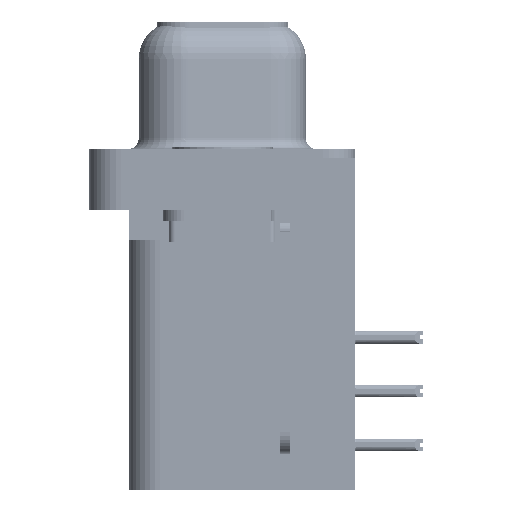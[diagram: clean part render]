
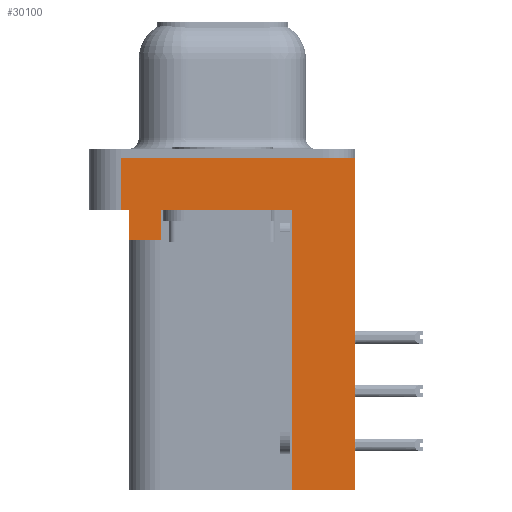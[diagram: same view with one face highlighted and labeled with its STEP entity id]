
A CAD part, left-side view. The second image highlights one B-rep face of the part: STEP entity #30100.
In plain terms, the highlighted planar face has unit normal (-1, 0, 0).
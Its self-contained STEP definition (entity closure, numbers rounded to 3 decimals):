
#30 = DIRECTION ( 'NONE',  ( 0., -1., 0. ) ) ;
#387 = VERTEX_POINT ( 'NONE', #19061 ) ;
#649 = ORIENTED_EDGE ( 'NONE', *, *, #20014, .F. ) ;
#856 = ORIENTED_EDGE ( 'NONE', *, *, #21283, .T. ) ;
#1280 = VERTEX_POINT ( 'NONE', #26155 ) ;
#1643 = DIRECTION ( 'NONE',  ( 0., -1., 0. ) ) ;
#1799 = VERTEX_POINT ( 'NONE', #17517 ) ;
#2538 = LINE ( 'NONE', #9156, #18902 ) ;
#2814 = ORIENTED_EDGE ( 'NONE', *, *, #6466, .T. ) ;
#2843 = DIRECTION ( 'NONE',  ( 0., 1., 0. ) ) ;
#3210 = ORIENTED_EDGE ( 'NONE', *, *, #14808, .F. ) ;
#3573 = ORIENTED_EDGE ( 'NONE', *, *, #11936, .T. ) ;
#3846 = VECTOR ( 'NONE', #17947, 1000. ) ;
#4039 = AXIS2_PLACEMENT_3D ( 'NONE', #8074, #40875, #21216 ) ;
#4053 = CARTESIAN_POINT ( 'NONE',  ( -3., 4.775, -2.5 ) ) ;
#5548 = CARTESIAN_POINT ( 'NONE',  ( -3., 2.895, -2.5 ) ) ;
#6466 = EDGE_CURVE ( 'NONE', #21823, #14156, #35273, .T. ) ;
#8040 = LINE ( 'NONE', #29256, #38765 ) ;
#8074 = CARTESIAN_POINT ( 'NONE',  ( -3., -6.275, -2.5 ) ) ;
#8132 = CARTESIAN_POINT ( 'NONE',  ( -3., -6.275, -2.5 ) ) ;
#9021 = LINE ( 'NONE', #28787, #34131 ) ;
#9156 = CARTESIAN_POINT ( 'NONE',  ( -3., 2.895, -3.9 ) ) ;
#11469 = DIRECTION ( 'NONE',  ( 0., 0., 1. ) ) ;
#11557 = LINE ( 'NONE', #35939, #26972 ) ;
#11936 = EDGE_CURVE ( 'NONE', #1280, #21823, #2538, .T. ) ;
#12470 = CARTESIAN_POINT ( 'NONE',  ( -3., -3.295, -2.5 ) ) ;
#14000 = VECTOR ( 'NONE', #2843, 1000. ) ;
#14156 = VERTEX_POINT ( 'NONE', #12470 ) ;
#14297 = LINE ( 'NONE', #26049, #29798 ) ;
#14350 = DIRECTION ( 'NONE',  ( 0., -1., 0. ) ) ;
#14808 = EDGE_CURVE ( 'NONE', #1280, #1799, #11557, .T. ) ;
#15623 = DIRECTION ( 'NONE',  ( 0., 0., 1. ) ) ;
#16160 = LINE ( 'NONE', #31147, #32685 ) ;
#16201 = CARTESIAN_POINT ( 'NONE',  ( -3., -6.275, -15.7 ) ) ;
#16586 = LINE ( 'NONE', #21264, #26427 ) ;
#16865 = ORIENTED_EDGE ( 'NONE', *, *, #20505, .F. ) ;
#16927 = VERTEX_POINT ( 'NONE', #16201 ) ;
#16967 = EDGE_CURVE ( 'NONE', #33636, #30800, #14297, .T. ) ;
#17517 = CARTESIAN_POINT ( 'NONE',  ( -3., 4.425, -3.9 ) ) ;
#17804 = CARTESIAN_POINT ( 'NONE',  ( -3., 4.775, 0. ) ) ;
#17892 = PLANE ( 'NONE',  #4039 ) ;
#17947 = DIRECTION ( 'NONE',  ( 0., 0., 1. ) ) ;
#18260 = CARTESIAN_POINT ( 'NONE',  ( -3., 4.425, -2.5 ) ) ;
#18902 = VECTOR ( 'NONE', #25516, 1000. ) ;
#19061 = CARTESIAN_POINT ( 'NONE',  ( -3., -6.275, 0. ) ) ;
#19700 = EDGE_CURVE ( 'NONE', #33636, #37478, #16160, .T. ) ;
#20014 = EDGE_CURVE ( 'NONE', #1799, #30800, #8040, .T. ) ;
#20505 = EDGE_CURVE ( 'NONE', #29862, #14156, #9021, .T. ) ;
#20971 = EDGE_CURVE ( 'NONE', #16927, #29862, #31580, .T. ) ;
#21216 = DIRECTION ( 'NONE',  ( 0., 0., 1. ) ) ;
#21264 = CARTESIAN_POINT ( 'NONE',  ( -3., -6.275, 0. ) ) ;
#21283 = EDGE_CURVE ( 'NONE', #16927, #387, #29998, .T. ) ;
#21823 = VERTEX_POINT ( 'NONE', #5548 ) ;
#21878 = EDGE_LOOP ( 'NONE', ( #22694, #33203, #28842, #649, #3210, #3573, #2814, #16865, #23484, #856 ) ) ;
#22694 = ORIENTED_EDGE ( 'NONE', *, *, #37489, .F. ) ;
#22905 = DIRECTION ( 'NONE',  ( 0., 0., 1. ) ) ;
#23484 = ORIENTED_EDGE ( 'NONE', *, *, #20971, .F. ) ;
#25516 = DIRECTION ( 'NONE',  ( 0., 0., 1. ) ) ;
#26049 = CARTESIAN_POINT ( 'NONE',  ( -3., -6.275, -2.5 ) ) ;
#26155 = CARTESIAN_POINT ( 'NONE',  ( -3., 2.895, -3.9 ) ) ;
#26226 = DIRECTION ( 'NONE',  ( 0., 1., 0. ) ) ;
#26427 = VECTOR ( 'NONE', #1643, 1000. ) ;
#26972 = VECTOR ( 'NONE', #26226, 1000. ) ;
#28787 = CARTESIAN_POINT ( 'NONE',  ( -3., -3.295, -15.7 ) ) ;
#28842 = ORIENTED_EDGE ( 'NONE', *, *, #16967, .T. ) ;
#29256 = CARTESIAN_POINT ( 'NONE',  ( -3., 4.425, -3.9 ) ) ;
#29680 = VECTOR ( 'NONE', #14350, 1000. ) ;
#29798 = VECTOR ( 'NONE', #30, 1000. ) ;
#29862 = VERTEX_POINT ( 'NONE', #33316 ) ;
#29998 = LINE ( 'NONE', #8132, #3846 ) ;
#30100 = ADVANCED_FACE ( 'NONE', ( #38303 ), #17892, .T. ) ;
#30800 = VERTEX_POINT ( 'NONE', #18260 ) ;
#30810 = CARTESIAN_POINT ( 'NONE',  ( -3., -6.275, -2.5 ) ) ;
#31147 = CARTESIAN_POINT ( 'NONE',  ( -3., 4.775, -2.5 ) ) ;
#31580 = LINE ( 'NONE', #42095, #14000 ) ;
#32685 = VECTOR ( 'NONE', #11469, 1000. ) ;
#33203 = ORIENTED_EDGE ( 'NONE', *, *, #19700, .F. ) ;
#33316 = CARTESIAN_POINT ( 'NONE',  ( -3., -3.295, -15.7 ) ) ;
#33636 = VERTEX_POINT ( 'NONE', #4053 ) ;
#34131 = VECTOR ( 'NONE', #15623, 1000. ) ;
#35273 = LINE ( 'NONE', #30810, #29680 ) ;
#35939 = CARTESIAN_POINT ( 'NONE',  ( -3., 4.425, -3.9 ) ) ;
#37478 = VERTEX_POINT ( 'NONE', #17804 ) ;
#37489 = EDGE_CURVE ( 'NONE', #37478, #387, #16586, .T. ) ;
#38303 = FACE_OUTER_BOUND ( 'NONE', #21878, .T. ) ;
#38765 = VECTOR ( 'NONE', #22905, 1000. ) ;
#40875 = DIRECTION ( 'NONE',  ( -1., 0., 0. ) ) ;
#42095 = CARTESIAN_POINT ( 'NONE',  ( -3., -3.295, -15.7 ) ) ;
